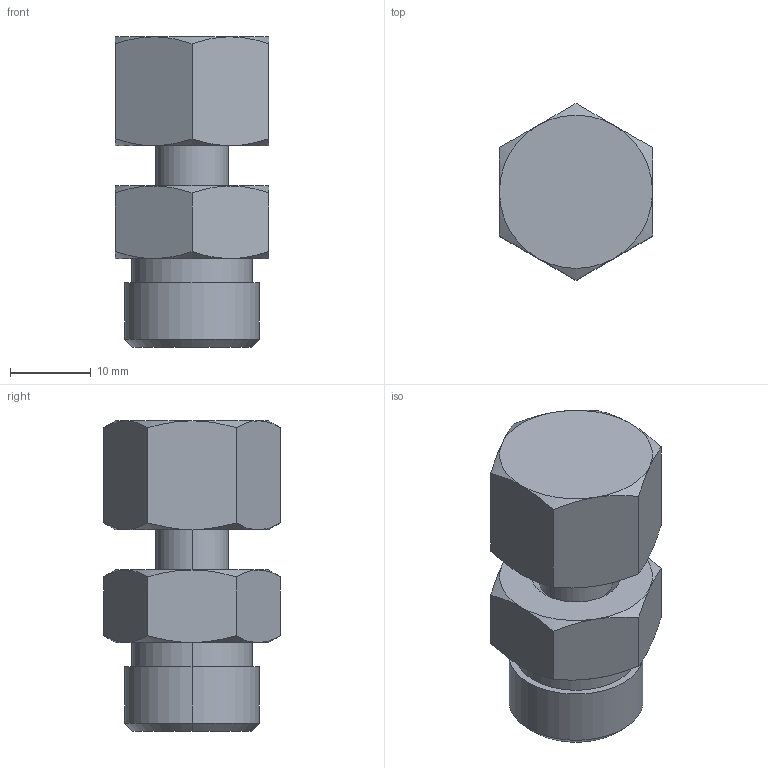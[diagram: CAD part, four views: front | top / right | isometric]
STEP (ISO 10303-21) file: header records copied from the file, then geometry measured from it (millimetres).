
FILE_DESCRIPTION (( 'STEP AP203' ), '1' );
FILE_NAME ('[STEP]TJ-19.STEP', '2024-03-05T04:19:22', ( '' ), ( '' ), 'SwSTEP 2.0', 'SolidWorks 2019', '' );
FILE_SCHEMA (( 'CONFIG_CONTROL_DESIGN' ));
Length unit declared in the file: millimetre
Products named in the file (1): [STEP]TJ-19
Bounding box: 19 x 21.94 x 38.5 mm (x, y, z)
Volume: 9553.2 mm3; surface area: 3341 mm2
Topology: 1 solids, 1 shells, 52 faces, 110 edges, 64 vertices
Faces by surface type: cone 28, plane 18, cylinder 6
Entity records: 1623 total; most frequent: CARTESIAN_POINT 499, ORIENTED_EDGE 220, DIRECTION 208, EDGE_CURVE 110, AXIS2_PLACEMENT_3D 93, VERTEX_POINT 64, EDGE_LOOP 56, ADVANCED_FACE 52
